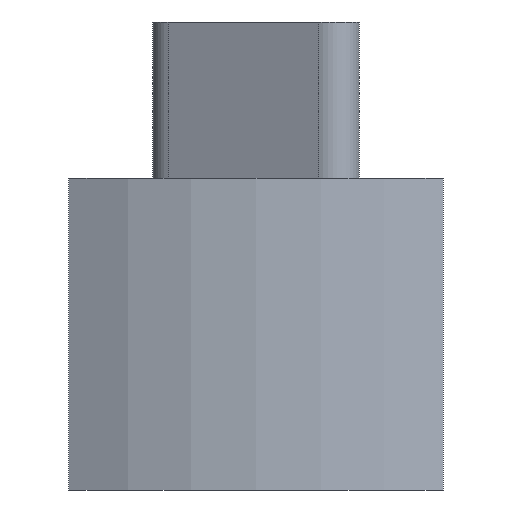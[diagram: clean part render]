
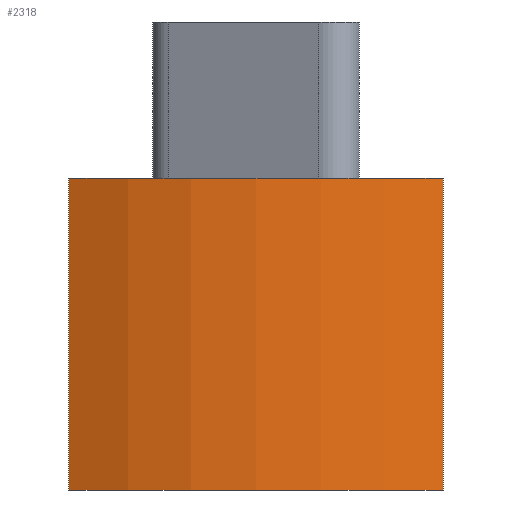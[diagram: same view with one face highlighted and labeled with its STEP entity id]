
A CAD part, left-side view. The second image highlights one B-rep face of the part: STEP entity #2318.
In plain terms, the highlighted cylindrical face has radius 26 mm (diameter 52 mm), a partial arc.
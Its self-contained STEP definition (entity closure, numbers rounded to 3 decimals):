
#18=CYLINDRICAL_SURFACE('',#2453,26.);
#90=CIRCLE('',#2449,26.);
#93=CIRCLE('',#2454,26.);
#219=FACE_OUTER_BOUND('',#349,.T.);
#349=EDGE_LOOP('',(#1553,#1554,#1555,#1556));
#485=LINE('',#3451,#715);
#487=LINE('',#3457,#717);
#715=VECTOR('',#2707,20.);
#717=VECTOR('',#2711,20.);
#943=VERTEX_POINT('',#3445);
#945=VERTEX_POINT('',#3449);
#946=VERTEX_POINT('',#3453);
#948=VERTEX_POINT('',#3456);
#1183=EDGE_CURVE('',#943,#945,#485,.T.);
#1185=EDGE_CURVE('',#948,#946,#487,.T.);
#1189=EDGE_CURVE('',#948,#945,#90,.T.);
#1192=EDGE_CURVE('',#943,#946,#93,.T.);
#1553=ORIENTED_EDGE('',*,*,#1183,.T.);
#1554=ORIENTED_EDGE('',*,*,#1189,.F.);
#1555=ORIENTED_EDGE('',*,*,#1185,.T.);
#1556=ORIENTED_EDGE('',*,*,#1192,.F.);
#2318=ADVANCED_FACE('',(#219),#18,.T.);
#2449=AXIS2_PLACEMENT_3D('',#3463,#2718,#2719);
#2453=AXIS2_PLACEMENT_3D('',#3468,#2726,#2727);
#2454=AXIS2_PLACEMENT_3D('',#3469,#2728,#2729);
#2707=DIRECTION('',(0.,0.,-1.));
#2711=DIRECTION('',(0.,0.,1.));
#2718=DIRECTION('center_axis',(0.,0.,-1.));
#2719=DIRECTION('ref_axis',(1.,0.,0.));
#2726=DIRECTION('center_axis',(0.,0.,-1.));
#2727=DIRECTION('ref_axis',(1.,0.,0.));
#2728=DIRECTION('center_axis',(0.,0.,1.));
#2729=DIRECTION('ref_axis',(1.,0.,0.));
#3445=CARTESIAN_POINT('',(-0.578,17.013,0.));
#3449=CARTESIAN_POINT('',(-0.578,17.013,-20.));
#3451=CARTESIAN_POINT('',(-0.578,17.013,0.));
#3453=CARTESIAN_POINT('',(-0.578,-6.987,0.));
#3456=CARTESIAN_POINT('',(-0.578,-6.987,-20.));
#3457=CARTESIAN_POINT('',(-0.578,-6.987,0.));
#3463=CARTESIAN_POINT('Origin',(22.487,5.013,-20.));
#3468=CARTESIAN_POINT('Origin',(22.487,5.013,0.));
#3469=CARTESIAN_POINT('Origin',(22.487,5.013,0.));
